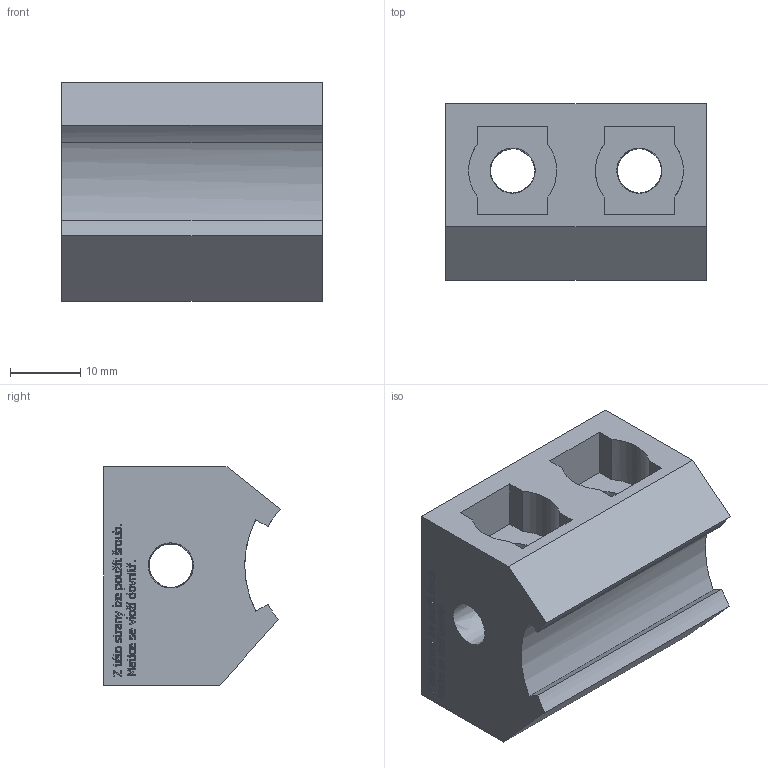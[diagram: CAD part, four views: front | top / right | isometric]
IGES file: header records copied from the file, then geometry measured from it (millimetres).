
Global section: file name: 623026; native system: Autodesk Inventor 2021; preprocessor: unknown; author: Nockin; date: 20201211.105933; units: millimetre
Bounding box: 37 x 25 x 31 mm (x, y, z)
Volume: 18397.8 mm3; surface area: 7587.8 mm2
Topology: 1 solids, 1 shells, 753 faces, 2048 edges, 1367 vertices
Faces by surface type: bspline 753
